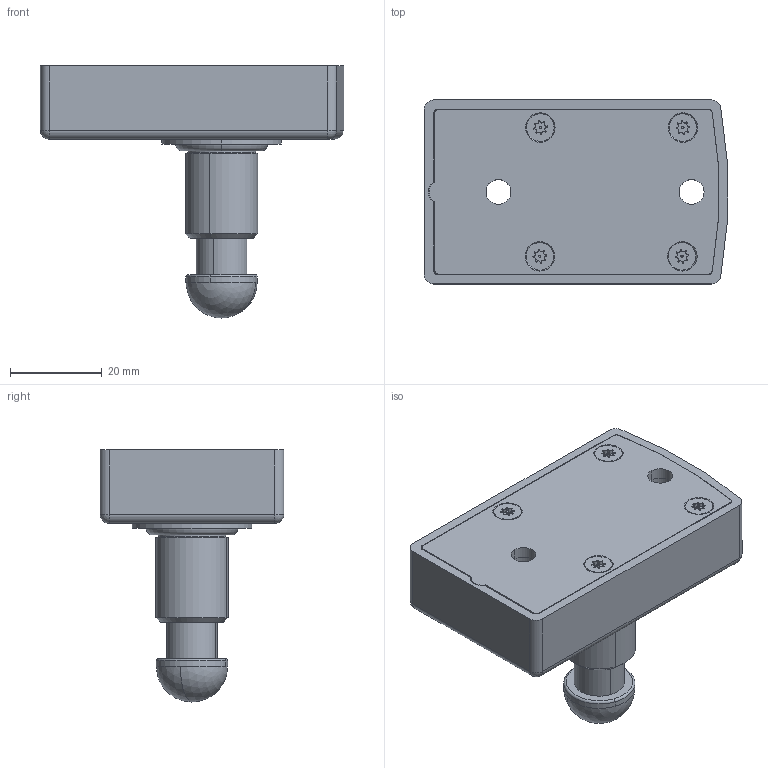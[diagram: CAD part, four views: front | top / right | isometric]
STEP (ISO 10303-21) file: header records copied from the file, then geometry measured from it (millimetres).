
FILE_DESCRIPTION (( 'STEP AP203' ), '1' );
FILE_NAME ('FINAL ASSSEMBLY ACTUATOR.STEP', '2022-11-15T12:12:57', ( '' ), ( '' ), 'SwSTEP 2.0', 'SolidWorks 2021', '' );
FILE_SCHEMA (( 'CONFIG_CONTROL_DESIGN' ));
Length unit declared in the file: millimetre
Products named in the file (7): 381.704.0 actuator body moulding; 381.716.0 actuator gasket; FINAL ASSSEMBLY ACTUATOR; m3 csk; Actuator; 381.706.0 actuator plunger proposal; 381.705.0 actuator lid
Assembly tree (9 placements, depth 3):
  FINAL ASSSEMBLY ACTUATOR
    Actuator
      381.704.0 actuator body moulding
      381.705.0 actuator lid
      381.716.0 actuator gasket
      381.706.0 actuator plunger proposal
    m3 csk  x4
Bounding box: 65.91 x 40 x 54.83 mm (x, y, z)
Volume: 35940.5 mm3; surface area: 22791.1 mm2
Topology: 8 solids, 8 shells, 384 faces, 961 edges, 613 vertices
Faces by surface type: cylinder 188, plane 99, cone 82, torus 9, sphere 6
Entity records: 9647 total; most frequent: DIRECTION 1714, CARTESIAN_POINT 1508, ORIENTED_EDGE 1440, EDGE_CURVE 720, AXIS2_PLACEMENT_3D 697, VERTEX_POINT 463, CIRCLE 393, EDGE_LOOP 335
